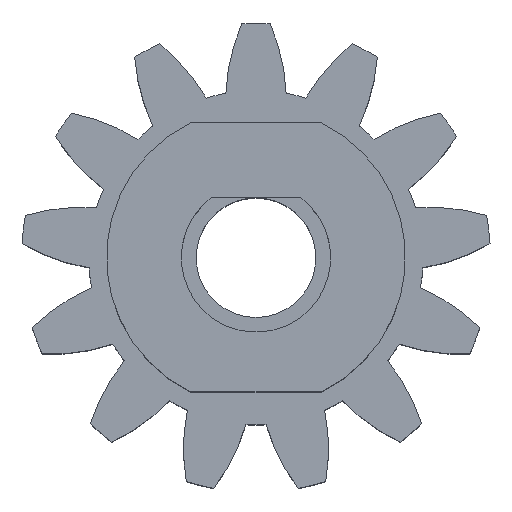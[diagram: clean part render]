
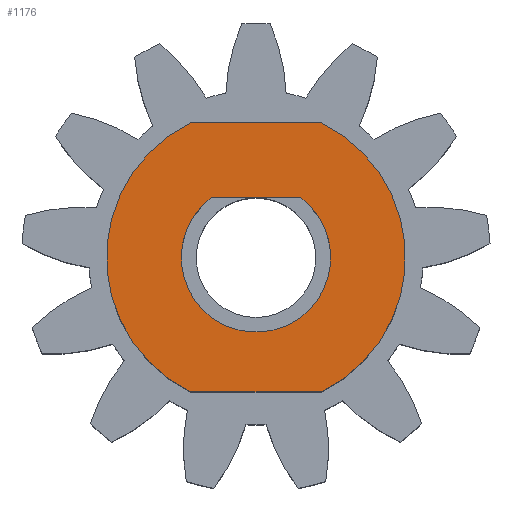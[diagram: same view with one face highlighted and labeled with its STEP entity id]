
A CAD part, top view. The second image highlights one B-rep face of the part: STEP entity #1176.
In plain terms, the highlighted planar face has unit normal (0, 0, 1).
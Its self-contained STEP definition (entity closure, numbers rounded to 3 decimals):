
#20=LINE('',#1949,#87);
#24=LINE('',#1961,#91);
#28=LINE('',#1973,#95);
#87=VECTOR('',#1458,10.);
#91=VECTOR('',#1470,10.);
#95=VECTOR('',#1482,10.);
#153=PLANE('',#1272);
#162=FACE_BOUND('',#250,.T.);
#178=FACE_OUTER_BOUND('',#249,.T.);
#249=EDGE_LOOP('',(#780,#781,#782,#783));
#250=EDGE_LOOP('',(#784,#785));
#314=CIRCLE('',#1262,2.5);
#317=CIRCLE('',#1267,5.);
#319=CIRCLE('',#1271,5.);
#436=VERTEX_POINT('',#1946);
#437=VERTEX_POINT('',#1948);
#440=VERTEX_POINT('',#1958);
#441=VERTEX_POINT('',#1960);
#443=VERTEX_POINT('',#1966);
#445=VERTEX_POINT('',#1972);
#563=EDGE_CURVE('',#437,#436,#20,.T.);
#565=EDGE_CURVE('',#436,#437,#314,.T.);
#569=EDGE_CURVE('',#441,#440,#24,.T.);
#572=EDGE_CURVE('',#443,#441,#317,.T.);
#575=EDGE_CURVE('',#445,#443,#28,.T.);
#578=EDGE_CURVE('',#440,#445,#319,.T.);
#780=ORIENTED_EDGE('',*,*,#578,.T.);
#781=ORIENTED_EDGE('',*,*,#575,.T.);
#782=ORIENTED_EDGE('',*,*,#572,.T.);
#783=ORIENTED_EDGE('',*,*,#569,.T.);
#784=ORIENTED_EDGE('',*,*,#563,.T.);
#785=ORIENTED_EDGE('',*,*,#565,.T.);
#1176=ADVANCED_FACE('',(#178,#162),#153,.T.);
#1262=AXIS2_PLACEMENT_3D('',#1952,#1462,#1463);
#1267=AXIS2_PLACEMENT_3D('',#1967,#1476,#1477);
#1271=AXIS2_PLACEMENT_3D('',#1977,#1488,#1489);
#1272=AXIS2_PLACEMENT_3D('',#1978,#1490,#1491);
#1458=DIRECTION('',(1.,0.,0.));
#1462=DIRECTION('center_axis',(0.,0.,-1.));
#1463=DIRECTION('ref_axis',(-0.6,0.8,0.));
#1470=DIRECTION('',(1.,0.,0.));
#1476=DIRECTION('center_axis',(0.,0.,1.));
#1477=DIRECTION('ref_axis',(1.,0.,0.));
#1482=DIRECTION('',(-1.,0.,0.));
#1488=DIRECTION('center_axis',(0.,0.,1.));
#1489=DIRECTION('ref_axis',(1.,0.,0.));
#1490=DIRECTION('center_axis',(0.,0.,1.));
#1491=DIRECTION('ref_axis',(1.,0.,0.));
#1946=CARTESIAN_POINT('',(1.5,2.,13.));
#1948=CARTESIAN_POINT('',(-1.5,2.,13.));
#1949=CARTESIAN_POINT('',(0.75,2.,13.));
#1952=CARTESIAN_POINT('Origin',(0.,0.,13.));
#1958=CARTESIAN_POINT('',(2.179,-4.5,13.));
#1960=CARTESIAN_POINT('',(-2.179,-4.5,13.));
#1961=CARTESIAN_POINT('',(-2.179,-4.5,13.));
#1966=CARTESIAN_POINT('',(-2.179,4.5,13.));
#1967=CARTESIAN_POINT('Origin',(0.,0.,13.));
#1972=CARTESIAN_POINT('',(2.179,4.5,13.));
#1973=CARTESIAN_POINT('',(2.179,4.5,13.));
#1977=CARTESIAN_POINT('Origin',(0.,0.,13.));
#1978=CARTESIAN_POINT('Origin',(0.,0.,
13.));
